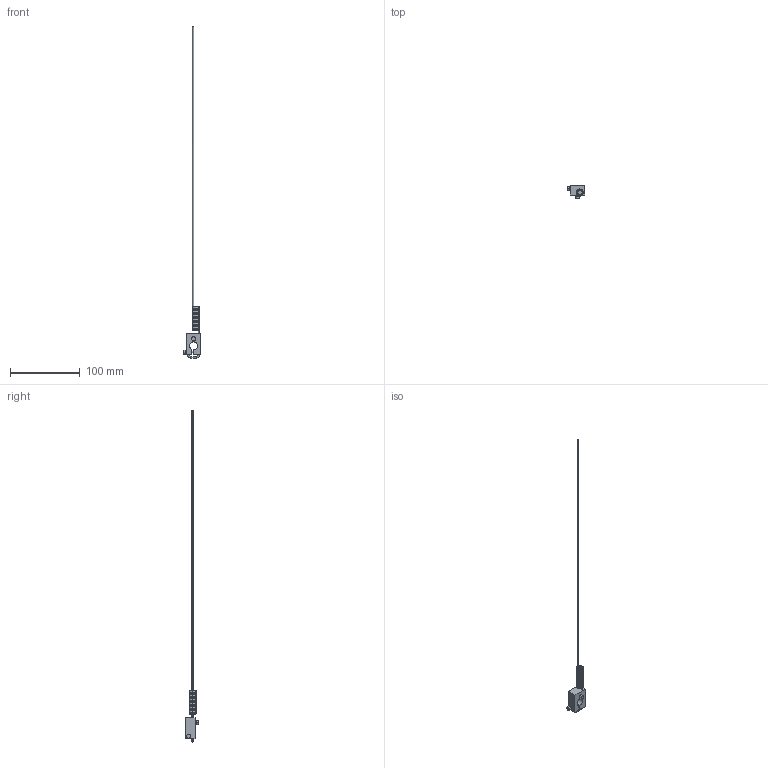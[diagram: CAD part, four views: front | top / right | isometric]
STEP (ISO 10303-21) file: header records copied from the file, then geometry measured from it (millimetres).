
FILE_DESCRIPTION(('STEP AP242'),'1');
FILE_NAME('9007fa4.stp','2021-09-28T12:13:15',('TraceParts'),('TraceParts S.A.'),'Spatial InterOp 3D',' ',' ');
FILE_SCHEMA(('AP242_MANAGED_MODEL_BASED_3D_ENGINEERING_MIM_LF {1 0 10303 442 1 1 4}'));
Length unit declared in the file: millimetre
Products named in the file (1): 9007fa4_1
Bounding box: 25.4 x 18.26 x 474.73 mm (x, y, z)
Volume: 9672.8 mm3; surface area: 8565 mm2
Topology: 18 solids, 18 shells, 178 faces, 369 edges, 196 vertices
Faces by surface type: torus 144, cylinder 19, plane 15
Entity records: 6568 total; most frequent: DIRECTION 1082, CARTESIAN_POINT 867, ORIENTED_EDGE 738, AXIS2_PLACEMENT_3D 521, EDGE_CURVE 369, CIRCLE 325, STYLED_ITEM 196, PRESENTATION_STYLE_ASSIGNMENT 196
